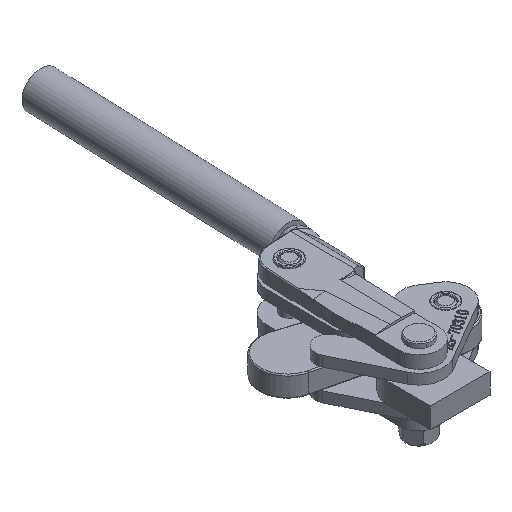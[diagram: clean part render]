
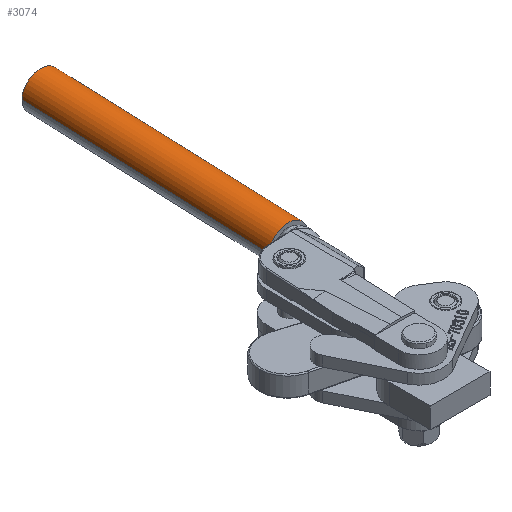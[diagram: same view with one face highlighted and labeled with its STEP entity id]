
A CAD part, isometric view. The second image highlights one B-rep face of the part: STEP entity #3074.
In plain terms, the highlighted cylindrical face has radius 9 mm (diameter 18 mm), a partial arc.
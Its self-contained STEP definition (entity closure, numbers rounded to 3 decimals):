
#53 = FACE_OUTER_BOUND ( 'NONE', #11507, .T. ) ;
#59 = CYLINDRICAL_SURFACE ( 'NONE', #27625, 9. ) ;
#3074 = ADVANCED_FACE ( 'NONE', ( #53 ), #59, .T. ) ;
#10979 = ORIENTED_EDGE ( 'NONE', *, *, #27501, .F. ) ;
#10980 = ORIENTED_EDGE ( 'NONE', *, *, #27502, .T. ) ;
#10981 = ORIENTED_EDGE ( 'NONE', *, *, #27503, .T. ) ;
#10982 = ORIENTED_EDGE ( 'NONE', *, *, #27504, .F. ) ;
#11507 = EDGE_LOOP ( 'NONE', ( #10979, #10980, #10981, #10982 ) ) ;
#19403 = AXIS2_PLACEMENT_3D ( 'NONE', #25235, #25236, #25237 ) ;
#19404 = AXIS2_PLACEMENT_3D ( 'NONE', #25239, #25240, #25241 ) ;
#21465 = CARTESIAN_POINT ( 'NONE',  ( 0., 125., 9. ) ) ;
#21512 = CARTESIAN_POINT ( 'NONE',  ( 0., 125., -9. ) ) ;
#21515 = CARTESIAN_POINT ( 'NONE',  ( 0., 0., 9. ) ) ;
#21516 = CARTESIAN_POINT ( 'NONE',  ( 0., 0., -9. ) ) ;
#24255 = CIRCLE ( 'NONE', #19403, 9. ) ;
#24259 = LINE ( 'NONE', #25234, #24263 ) ;
#24261 = CIRCLE ( 'NONE', #19404, 9. ) ;
#24263 = VECTOR ( 'NONE', #25232, 1000. ) ;
#24264 = LINE ( 'NONE', #25238, #24266 ) ;
#24266 = VECTOR ( 'NONE', #25233, 1000. ) ;
#25232 = DIRECTION ( 'NONE',  ( 0., -1., 0. ) ) ;
#25233 = DIRECTION ( 'NONE',  ( 0., -1., 0. ) ) ;
#25234 = CARTESIAN_POINT ( 'NONE',  ( 0., 125., 9. ) ) ;
#25235 = CARTESIAN_POINT ( 'NONE',  ( 0., 125., 0. ) ) ;
#25236 = DIRECTION ( 'NONE',  ( 0., 1., 0. ) ) ;
#25237 = DIRECTION ( 'NONE',  ( 0., 0., 1. ) ) ;
#25238 = CARTESIAN_POINT ( 'NONE',  ( 0., 125., -9. ) ) ;
#25239 = CARTESIAN_POINT ( 'NONE',  ( 0., 0., 0. ) ) ;
#25240 = DIRECTION ( 'NONE',  ( 0., 1., 0. ) ) ;
#25241 = DIRECTION ( 'NONE',  ( 0., 0., 1. ) ) ;
#26495 = VERTEX_POINT ( 'NONE', #21465 ) ;
#26542 = VERTEX_POINT ( 'NONE', #21512 ) ;
#26545 = VERTEX_POINT ( 'NONE', #21515 ) ;
#26546 = VERTEX_POINT ( 'NONE', #21516 ) ;
#27501 = EDGE_CURVE ( 'NONE', #26495, #26542, #24255, .T. ) ;
#27502 = EDGE_CURVE ( 'NONE', #26495, #26545, #24259, .T. ) ;
#27503 = EDGE_CURVE ( 'NONE', #26545, #26546, #24261, .T. ) ;
#27504 = EDGE_CURVE ( 'NONE', #26542, #26546, #24264, .T. ) ;
#27625 = AXIS2_PLACEMENT_3D ( 'NONE', #29591, #29589, #29587 ) ;
#29587 = DIRECTION ( 'NONE',  ( 0., 0., -1. ) ) ;
#29589 = DIRECTION ( 'NONE',  ( 0., -1., 0. ) ) ;
#29591 = CARTESIAN_POINT ( 'NONE',  ( 0., 125., 0. ) ) ;
